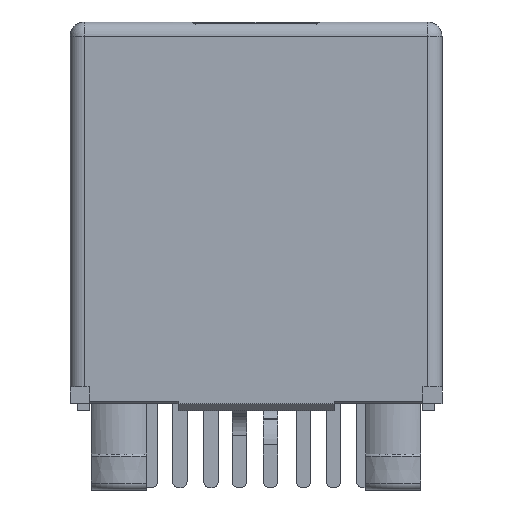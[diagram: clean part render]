
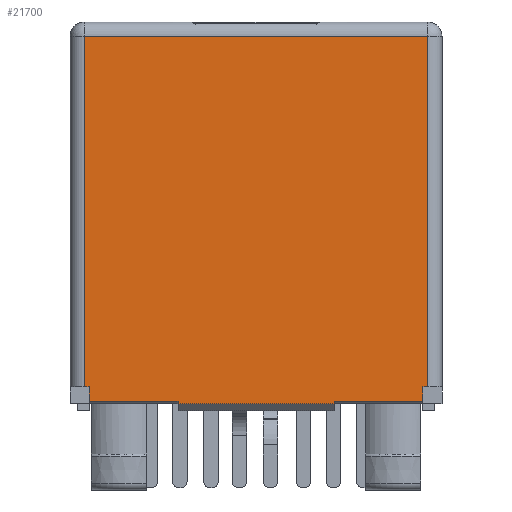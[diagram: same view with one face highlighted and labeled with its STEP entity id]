
A CAD part, left-side view. The second image highlights one B-rep face of the part: STEP entity #21700.
In plain terms, the highlighted face is planar.
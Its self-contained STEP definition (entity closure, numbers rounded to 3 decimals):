
#1652=ORIENTED_EDGE('',*,*,#5780,.T.);
#1653=ORIENTED_EDGE('',*,*,#5311,.T.);
#1654=ORIENTED_EDGE('',*,*,#5673,.T.);
#1655=ORIENTED_EDGE('',*,*,#5667,.T.);
#1656=ORIENTED_EDGE('',*,*,#5677,.T.);
#1657=ORIENTED_EDGE('',*,*,#5315,.T.);
#1658=ORIENTED_EDGE('',*,*,#5798,.F.);
#1659=ORIENTED_EDGE('',*,*,#5795,.T.);
#1660=ORIENTED_EDGE('',*,*,#5347,.F.);
#1661=ORIENTED_EDGE('',*,*,#5358,.T.);
#1662=ORIENTED_EDGE('',*,*,#5372,.T.);
#1663=ORIENTED_EDGE('',*,*,#5775,.T.);
#5311=EDGE_CURVE('',#7631,#7630,#9161,.T.);
#5315=EDGE_CURVE('',#7635,#7634,#9165,.T.);
#5347=EDGE_CURVE('',#7661,#7663,#9192,.T.);
#5358=EDGE_CURVE('',#7661,#7669,#9197,.T.);
#5372=EDGE_CURVE('',#7669,#7680,#9204,.T.);
#5667=EDGE_CURVE('',#7908,#7907,#9492,.T.);
#5673=EDGE_CURVE('',#7630,#7908,#9498,.T.);
#5677=EDGE_CURVE('',#7907,#7635,#9502,.T.);
#5775=EDGE_CURVE('',#7680,#7990,#9540,.T.);
#5780=EDGE_CURVE('',#7990,#7631,#9545,.T.);
#5795=EDGE_CURVE('',#8002,#7663,#9560,.T.);
#5798=EDGE_CURVE('',#8002,#7634,#9563,.T.);
#7630=VERTEX_POINT('',#28129);
#7631=VERTEX_POINT('',#28131);
#7634=VERTEX_POINT('',#28138);
#7635=VERTEX_POINT('',#28140);
#7661=VERTEX_POINT('',#28206);
#7663=VERTEX_POINT('',#28209);
#7669=VERTEX_POINT('',#28231);
#7680=VERTEX_POINT('',#28262);
#7907=VERTEX_POINT('',#28868);
#7908=VERTEX_POINT('',#28870);
#7990=VERTEX_POINT('',#29200);
#8002=VERTEX_POINT('',#29239);
#9161=LINE('',#28130,#11075);
#9165=LINE('',#28139,#11079);
#9192=LINE('',#28208,#11106);
#9197=LINE('',#28233,#11111);
#9204=LINE('',#28263,#11118);
#9492=LINE('',#28869,#11406);
#9498=LINE('',#28881,#11412);
#9502=LINE('',#28888,#11416);
#9540=LINE('',#29199,#11454);
#9545=LINE('',#29209,#11459);
#9560=LINE('',#29238,#11474);
#9563=LINE('',#29244,#11477);
#11075=VECTOR('',#23711,1000.);
#11079=VECTOR('',#23717,1000.);
#11106=VECTOR('',#23772,1000.);
#11111=VECTOR('',#23793,1000.);
#11118=VECTOR('',#23818,1000.);
#11406=VECTOR('',#24288,1000.);
#11412=VECTOR('',#24298,1000.);
#11416=VECTOR('',#24304,1000.);
#11454=VECTOR('',#24432,1000.);
#11459=VECTOR('',#24439,1000.);
#11474=VECTOR('',#24466,1000.);
#11477=VECTOR('',#24471,1000.);
#13146=EDGE_LOOP('',(#1652,#1653,#1654,#1655,#1656,#1657,#1658,#1659,#1660,
#1661,#1662,#1663));
#14060=FACE_BOUND('',#13146,.T.);
#14952=PLANE('',#22641);
#21700=ADVANCED_FACE('',(#14060),#14952,.T.);
#22641=AXIS2_PLACEMENT_3D('',#29612,#24791,#24792);
#23711=DIRECTION('',(-1.,0.,0.));
#23717=DIRECTION('',(-1.,0.,0.));
#23772=DIRECTION('',(0.,1.,0.));
#23793=DIRECTION('',(1.,0.,0.));
#23818=DIRECTION('',(0.,1.,0.));
#24288=DIRECTION('',(-1.,0.,0.));
#24298=DIRECTION('',(0.,1.,0.));
#24304=DIRECTION('',(0.,-1.,0.));
#24432=DIRECTION('',(-1.,0.,0.));
#24439=DIRECTION('',(0.,1.,0.));
#24466=DIRECTION('',(-1.,0.,0.));
#24471=DIRECTION('',(0.,1.,0.));
#24791=DIRECTION('',(0.,0.,1.));
#24792=DIRECTION('',(1.,0.,0.));
#28129=CARTESIAN_POINT('',(3.25,7.85,8.05));
#28130=CARTESIAN_POINT('',(-7.75,7.85,8.05));
#28131=CARTESIAN_POINT('',(6.95,7.85,8.05));
#28138=CARTESIAN_POINT('',(-6.95,7.85,8.05));
#28139=CARTESIAN_POINT('',(-7.75,7.85,8.05));
#28140=CARTESIAN_POINT('',(-3.25,7.85,8.05));
#28206=CARTESIAN_POINT('',(-7.15,-7.35,8.05));
#28208=CARTESIAN_POINT('',(-7.15,-7.95,8.05));
#28209=CARTESIAN_POINT('',(-7.15,7.25,8.05));
#28231=CARTESIAN_POINT('',(7.15,-7.35,8.05));
#28233=CARTESIAN_POINT('',(7.75,-7.35,8.05));
#28262=CARTESIAN_POINT('',(7.15,7.25,8.05));
#28263=CARTESIAN_POINT('',(7.15,-7.95,8.05));
#28868=CARTESIAN_POINT('',(-3.25,7.95,8.05));
#28869=CARTESIAN_POINT('',(-7.75,7.95,8.05));
#28870=CARTESIAN_POINT('',(3.25,7.95,8.05));
#28881=CARTESIAN_POINT('',(3.25,-7.95,8.05));
#28888=CARTESIAN_POINT('',(-3.25,-7.95,8.05));
#29199=CARTESIAN_POINT('',(7.75,7.25,8.05));
#29200=CARTESIAN_POINT('',(6.95,7.25,8.05));
#29209=CARTESIAN_POINT('',(6.95,7.25,8.05));
#29238=CARTESIAN_POINT('',(-6.95,7.25,8.05));
#29239=CARTESIAN_POINT('',(-6.95,7.25,8.05));
#29244=CARTESIAN_POINT('',(-6.95,7.25,8.05));
#29612=CARTESIAN_POINT('',(-7.75,-7.95,8.05));
